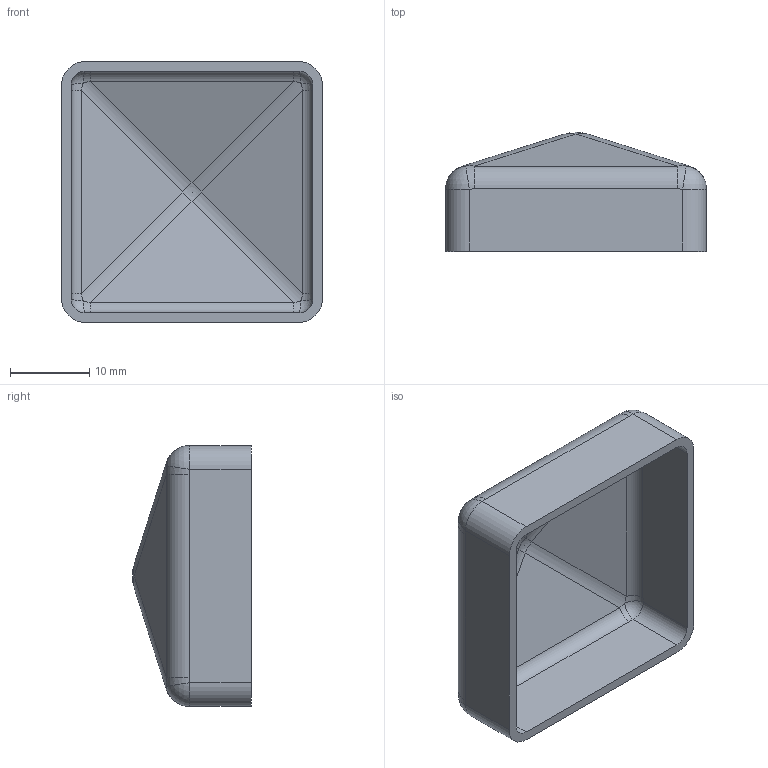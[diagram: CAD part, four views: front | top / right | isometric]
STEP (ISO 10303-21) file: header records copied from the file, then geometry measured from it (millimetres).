
FILE_DESCRIPTION (( 'STEP AP214' ), '1' );
FILE_NAME ('A_254-30x30.STEP', '2025-11-25T15:03:22', ( '' ), ( '' ), 'SwSTEP 2.0', 'SolidWorks 2019', '' );
FILE_SCHEMA (( 'AUTOMOTIVE_DESIGN' ));
Length unit declared in the file: millimetre
Products named in the file (1): A_254-30x30
Bounding box: 32.9 x 15 x 32.9 mm (x, y, z)
Volume: 2598.1 mm3; surface area: 4480.5 mm2
Topology: 1 solids, 1 shells, 67 faces, 148 edges, 82 vertices
Faces by surface type: cylinder 24, plane 17, bspline 16, sphere 10
Entity records: 1916 total; most frequent: CARTESIAN_POINT 564, ORIENTED_EDGE 288, DIRECTION 272, EDGE_CURVE 144, AXIS2_PLACEMENT_3D 108, VERTEX_POINT 80, EDGE_LOOP 68, ADVANCED_FACE 67
